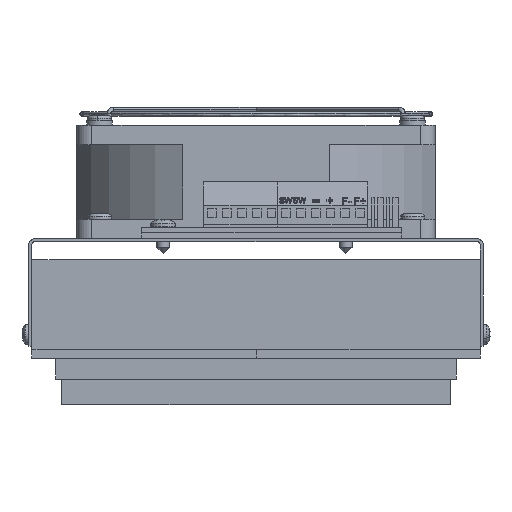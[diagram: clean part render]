
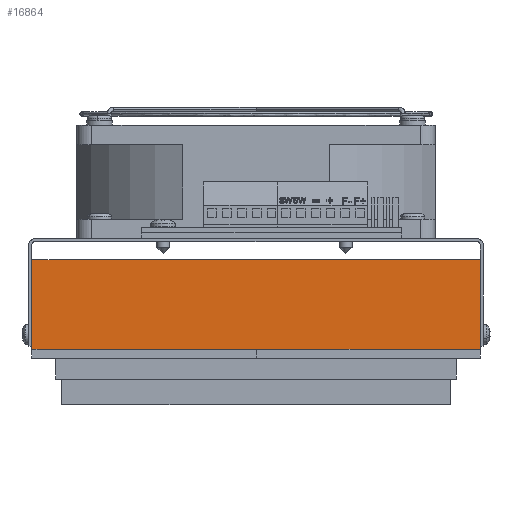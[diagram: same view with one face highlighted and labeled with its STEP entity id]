
A CAD part, front view. The second image highlights one B-rep face of the part: STEP entity #16864.
In plain terms, the highlighted planar face has unit normal (0, -1, 0).
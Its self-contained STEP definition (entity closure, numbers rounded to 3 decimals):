
#31 = CARTESIAN_POINT ( 'NONE',  ( 75., 0., 20. ) ) ;
#699 = DIRECTION ( 'NONE',  ( 1., 0., 0. ) ) ;
#807 = VECTOR ( 'NONE', #699, 1000. ) ;
#1359 = ORIENTED_EDGE ( 'NONE', *, *, #6270, .F. ) ;
#2055 = DIRECTION ( 'NONE',  ( 0., 0., 1. ) ) ;
#2098 = AXIS2_PLACEMENT_3D ( 'NONE', #13559, #14291, #2055 ) ;
#2392 = VERTEX_POINT ( 'NONE', #14786 ) ;
#4138 = VECTOR ( 'NONE', #20678, 1000. ) ;
#6231 = CARTESIAN_POINT ( 'NONE',  ( -75., 0., 20. ) ) ;
#6270 = EDGE_CURVE ( 'NONE', #12652, #7689, #20755, .T. ) ;
#6336 = ORIENTED_EDGE ( 'NONE', *, *, #27563, .T. ) ;
#6507 = LINE ( 'NONE', #15518, #807 ) ;
#6623 = CARTESIAN_POINT ( 'NONE',  ( 75., 0., 50. ) ) ;
#6684 = CARTESIAN_POINT ( 'NONE',  ( -75., 0., 20. ) ) ;
#7689 = VERTEX_POINT ( 'NONE', #18346 ) ;
#7921 = LINE ( 'NONE', #11109, #22913 ) ;
#8157 = EDGE_CURVE ( 'NONE', #8521, #26198, #7921, .T. ) ;
#8211 = DIRECTION ( 'NONE',  ( 0., 0., -1. ) ) ;
#8266 = PLANE ( 'NONE',  #2098 ) ;
#8521 = VERTEX_POINT ( 'NONE', #31 ) ;
#8702 = ORIENTED_EDGE ( 'NONE', *, *, #24220, .F. ) ;
#10791 = DIRECTION ( 'NONE',  ( -1., 0., 0. ) ) ;
#11109 = CARTESIAN_POINT ( 'NONE',  ( -75., 0., 20. ) ) ;
#12627 = CARTESIAN_POINT ( 'NONE',  ( -75., 0., 50. ) ) ;
#12652 = VERTEX_POINT ( 'NONE', #19848 ) ;
#13559 = CARTESIAN_POINT ( 'NONE',  ( -75., 0., 20. ) ) ;
#14065 = VERTEX_POINT ( 'NONE', #6684 ) ;
#14291 = DIRECTION ( 'NONE',  ( 0., 1., 0. ) ) ;
#14786 = CARTESIAN_POINT ( 'NONE',  ( 0.1, 0., 20. ) ) ;
#15062 = DIRECTION ( 'NONE',  ( 1., 0., 0. ) ) ;
#15237 = EDGE_CURVE ( 'NONE', #2392, #26198, #6507, .T. ) ;
#15371 = CARTESIAN_POINT ( 'NONE',  ( 0.251, 0., 20. ) ) ;
#15518 = CARTESIAN_POINT ( 'NONE',  ( -75., 0., 20. ) ) ;
#16580 = VECTOR ( 'NONE', #8211, 1000. ) ;
#16864 = ADVANCED_FACE ( 'NONE', ( #25696 ), #8266, .F. ) ;
#17616 = VECTOR ( 'NONE', #23838, 1000. ) ;
#18346 = CARTESIAN_POINT ( 'NONE',  ( 75., 0., 50. ) ) ;
#19848 = CARTESIAN_POINT ( 'NONE',  ( -75., 0., 50. ) ) ;
#20678 = DIRECTION ( 'NONE',  ( 1., 0., 0. ) ) ;
#20755 = LINE ( 'NONE', #12627, #28086 ) ;
#21071 = ORIENTED_EDGE ( 'NONE', *, *, #8157, .F. ) ;
#22472 = EDGE_LOOP ( 'NONE', ( #8702, #1359, #6336, #24404, #26537, #21071 ) ) ;
#22619 = LINE ( 'NONE', #6231, #4138 ) ;
#22913 = VECTOR ( 'NONE', #10791, 1000. ) ;
#23838 = DIRECTION ( 'NONE',  ( 0., 0., -1. ) ) ;
#24220 = EDGE_CURVE ( 'NONE', #7689, #8521, #31513, .T. ) ;
#24404 = ORIENTED_EDGE ( 'NONE', *, *, #29355, .T. ) ;
#25548 = CARTESIAN_POINT ( 'NONE',  ( -75., 0., 20. ) ) ;
#25696 = FACE_OUTER_BOUND ( 'NONE', #22472, .T. ) ;
#26198 = VERTEX_POINT ( 'NONE', #15371 ) ;
#26537 = ORIENTED_EDGE ( 'NONE', *, *, #15237, .T. ) ;
#27563 = EDGE_CURVE ( 'NONE', #12652, #14065, #31636, .T. ) ;
#28086 = VECTOR ( 'NONE', #15062, 1000. ) ;
#29355 = EDGE_CURVE ( 'NONE', #14065, #2392, #22619, .T. ) ;
#31513 = LINE ( 'NONE', #6623, #17616 ) ;
#31636 = LINE ( 'NONE', #25548, #16580 ) ;
